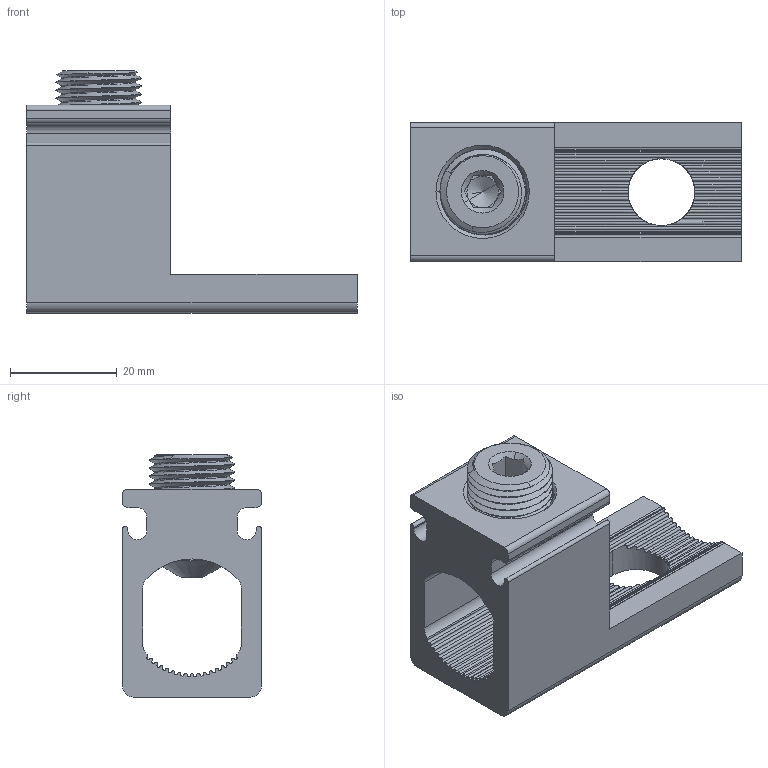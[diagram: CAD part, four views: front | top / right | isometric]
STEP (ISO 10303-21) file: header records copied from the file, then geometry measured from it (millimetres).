
FILE_DESCRIPTION(('Creo Elements/Direct Modeling STEP Export'),'2;1');
FILE_NAME('VC02-0013.stp','2019-06-26T13:42:47',(''),(''),'Creo Elements/Direct Modeling STEP processor for AP214 (Solid Model)','Creo Elements/Direct Modeling 20.1A 29-Sep-2018 (C) Parametric Technology GmbH','');
FILE_SCHEMA(('AUTOMOTIVE_DESIGN { 1 0 10303 214 1 1 1 1 }'));
Length unit declared in the file: millimetre
Products named in the file (1): VC02-0013
Bounding box: 62 x 26 x 45.4 mm (x, y, z)
Surface area: 12629.9 mm2 (no closed solid volume)
Topology: 0 solids, 1 shells, 149 faces, 489 edges, 339 vertices
Faces by surface type: cylinder 88, plane 32, bspline 17, cone 12
Entity records: 11317 total; most frequent: CARTESIAN_POINT 7381, ORIENTED_EDGE 976, DIRECTION 644, EDGE_CURVE 487, VERTEX_POINT 339, AXIS2_PLACEMENT_3D 241, B_SPLINE_CURVE_WITH_KNOTS 173, VECTOR 162
